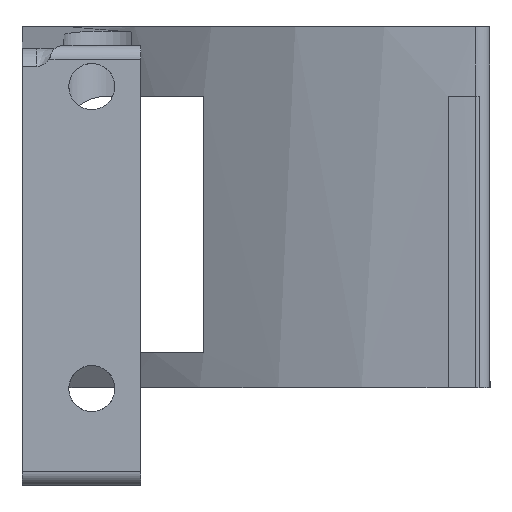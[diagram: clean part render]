
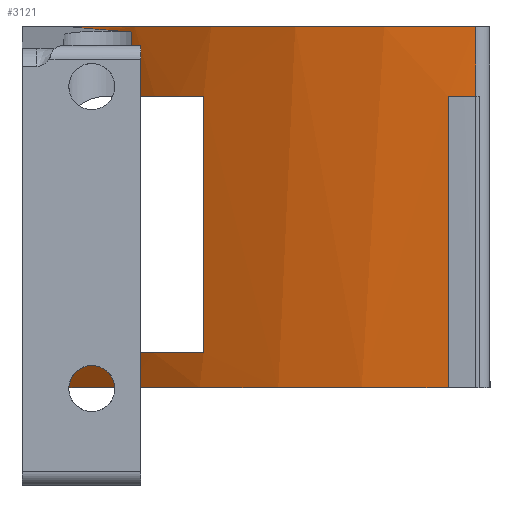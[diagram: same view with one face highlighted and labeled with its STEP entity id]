
A CAD part, left-side view. The second image highlights one B-rep face of the part: STEP entity #3121.
In plain terms, the highlighted cylindrical face has radius 41.411 mm (diameter 82.822 mm), a partial arc.
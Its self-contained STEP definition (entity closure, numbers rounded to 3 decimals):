
#155=ELLIPSE('',#3344,41.581,41.411);
#171=B_SPLINE_CURVE_WITH_KNOTS('',3,(#4771,#4772,#4773,#4774,#4775,#4776),
 .UNSPECIFIED.,.F.,.F.,(4,2,4),(0.,0.103,0.113),
 .UNSPECIFIED.);
#172=B_SPLINE_CURVE_WITH_KNOTS('',3,(#4778,#4779,#4780,#4781),
 .UNSPECIFIED.,.F.,.F.,(4,4),(0.113,0.196),
 .UNSPECIFIED.);
#270=FACE_OUTER_BOUND('',#449,.T.);
#449=EDGE_LOOP('',(#2264,#2265,#2266,#2267,#2268,#2269,#2270,#2271,#2272,
#2273,#2274,#2275));
#650=LINE('',#4496,#952);
#692=LINE('',#4720,#994);
#703=LINE('',#4764,#1005);
#704=LINE('',#4769,#1006);
#705=LINE('',#4782,#1007);
#952=VECTOR('',#3571,10.);
#994=VECTOR('',#3675,10.);
#1005=VECTOR('',#3718,10.);
#1006=VECTOR('',#3723,10.);
#1007=VECTOR('',#3724,10.);
#1262=CIRCLE('',#3332,41.411);
#1270=CIRCLE('',#3341,41.411);
#1271=CIRCLE('',#3342,41.411);
#1272=CIRCLE('',#3343,41.411);
#1355=VERTEX_POINT('',#4493);
#1356=VERTEX_POINT('',#4495);
#1407=VERTEX_POINT('',#4718);
#1408=VERTEX_POINT('',#4719);
#1415=VERTEX_POINT('',#4741);
#1416=VERTEX_POINT('',#4742);
#1424=VERTEX_POINT('',#4761);
#1425=VERTEX_POINT('',#4763);
#1426=VERTEX_POINT('',#4766);
#1427=VERTEX_POINT('',#4768);
#1428=VERTEX_POINT('',#4770);
#1429=VERTEX_POINT('',#4777);
#1668=EDGE_CURVE('',#1355,#1356,#650,.T.);
#1733=EDGE_CURVE('',#1407,#1408,#692,.T.);
#1745=EDGE_CURVE('',#1415,#1416,#1262,.T.);
#1755=EDGE_CURVE('',#1407,#1424,#1270,.T.);
#1756=EDGE_CURVE('',#1424,#1425,#703,.T.);
#1757=EDGE_CURVE('',#1425,#1356,#1271,.T.);
#1758=EDGE_CURVE('',#1426,#1355,#1272,.T.);
#1759=EDGE_CURVE('',#1427,#1426,#704,.T.);
#1760=EDGE_CURVE('',#1427,#1428,#171,.T.);
#1761=EDGE_CURVE('',#1428,#1429,#172,.T.);
#1762=EDGE_CURVE('',#1416,#1429,#705,.T.);
#1763=EDGE_CURVE('',#1415,#1408,#155,.T.);
#2264=ORIENTED_EDGE('',*,*,#1733,.F.);
#2265=ORIENTED_EDGE('',*,*,#1755,.T.);
#2266=ORIENTED_EDGE('',*,*,#1756,.T.);
#2267=ORIENTED_EDGE('',*,*,#1757,.T.);
#2268=ORIENTED_EDGE('',*,*,#1668,.F.);
#2269=ORIENTED_EDGE('',*,*,#1758,.F.);
#2270=ORIENTED_EDGE('',*,*,#1759,.F.);
#2271=ORIENTED_EDGE('',*,*,#1760,.T.);
#2272=ORIENTED_EDGE('',*,*,#1761,.T.);
#2273=ORIENTED_EDGE('',*,*,#1762,.F.);
#2274=ORIENTED_EDGE('',*,*,#1745,.F.);
#2275=ORIENTED_EDGE('',*,*,#1763,.T.);
#3059=CYLINDRICAL_SURFACE('',#3340,41.411);
#3121=ADVANCED_FACE('',(#270),#3059,.T.);
#3332=AXIS2_PLACEMENT_3D('',#4743,#3696,#3697);
#3340=AXIS2_PLACEMENT_3D('',#4760,#3714,#3715);
#3341=AXIS2_PLACEMENT_3D('',#4762,#3716,#3717);
#3342=AXIS2_PLACEMENT_3D('',#4765,#3719,#3720);
#3343=AXIS2_PLACEMENT_3D('',#4767,#3721,#3722);
#3344=AXIS2_PLACEMENT_3D('',#4783,#3725,#3726);
#3571=DIRECTION('',(0.,0.,1.));
#3675=DIRECTION('',(0.,0.,1.));
#3696=DIRECTION('center_axis',(0.,0.,
1.));
#3697=DIRECTION('ref_axis',(-0.691,0.723,0.));
#3714=DIRECTION('center_axis',(0.,0.,
-1.));
#3715=DIRECTION('ref_axis',(-0.691,0.723,0.));
#3716=DIRECTION('center_axis',(0.,0.,
1.));
#3717=DIRECTION('ref_axis',(-0.691,0.723,0.));
#3718=DIRECTION('',(0.,0.,-1.));
#3719=DIRECTION('center_axis',(0.,0.,
-1.));
#3720=DIRECTION('ref_axis',(-0.691,0.723,0.));
#3721=DIRECTION('center_axis',(0.,0.,
-1.));
#3722=DIRECTION('ref_axis',(-0.662,0.75,0.));
#3723=DIRECTION('',(0.,0.,-1.));
#3724=DIRECTION('',(0.,0.,-1.));
#3725=DIRECTION('center_axis',(-0.091,0.,
0.996));
#3726=DIRECTION('ref_axis',(-0.996,0.,-0.091));
#4493=CARTESIAN_POINT('',(-6.6,-14.056,-12.794));
#4495=CARTESIAN_POINT('',(-6.6,-14.056,-10.294));
#4496=CARTESIAN_POINT('',(-6.6,-14.056,13.056));
#4718=CARTESIAN_POINT('',(-11.106,-18.913,8.056));
#4719=CARTESIAN_POINT('',(-11.106,-18.913,12.664));
#4720=CARTESIAN_POINT('',(-11.106,-18.913,13.056));
#4741=CARTESIAN_POINT('',(-6.797,-14.238,13.056));
#4742=CARTESIAN_POINT('',(-19.987,-43.531,13.056));
#4743=CARTESIAN_POINT('Origin',(21.411,-44.556,13.056));
#4760=CARTESIAN_POINT('Origin',(21.411,-44.556,13.056));
#4761=CARTESIAN_POINT('',(-14.57,-24.056,8.056));
#4762=CARTESIAN_POINT('Origin',(21.411,-44.556,8.056));
#4763=CARTESIAN_POINT('',(-14.57,-24.056,-10.294));
#4764=CARTESIAN_POINT('',(-14.57,-24.056,13.056));
#4765=CARTESIAN_POINT('Origin',(21.411,-44.556,-10.294));
#4766=CARTESIAN_POINT('',(-19.891,-41.556,-12.794));
#4767=CARTESIAN_POINT('Origin',(21.411,-44.556,-12.794));
#4768=CARTESIAN_POINT('',(-19.891,-41.556,8.056));
#4769=CARTESIAN_POINT('',(-19.891,-41.556,13.056));
#4770=CARTESIAN_POINT('',(-19.959,-42.703,8.056));
#4771=CARTESIAN_POINT('Ctrl Pts',(-19.891,-41.556,8.056));
#4772=CARTESIAN_POINT('Ctrl Pts',(-19.916,-41.898,8.056));
#4773=CARTESIAN_POINT('Ctrl Pts',(-19.938,-42.263,8.056));
#4774=CARTESIAN_POINT('Ctrl Pts',(-19.956,-42.638,8.056));
#4775=CARTESIAN_POINT('Ctrl Pts',(-19.957,-42.67,8.056));
#4776=CARTESIAN_POINT('Ctrl Pts',(-19.959,-42.703,8.056));
#4777=CARTESIAN_POINT('',(-19.987,-43.531,8.056));
#4778=CARTESIAN_POINT('Ctrl Pts',(-19.959,-42.703,8.056));
#4779=CARTESIAN_POINT('Ctrl Pts',(-19.971,-42.98,8.056));
#4780=CARTESIAN_POINT('Ctrl Pts',(-19.981,-43.263,8.056));
#4781=CARTESIAN_POINT('Ctrl Pts',(-19.987,-43.531,8.056));
#4782=CARTESIAN_POINT('',(-19.987,-43.531,13.056));
#4783=CARTESIAN_POINT('Origin',(21.411,-44.556,15.619));
